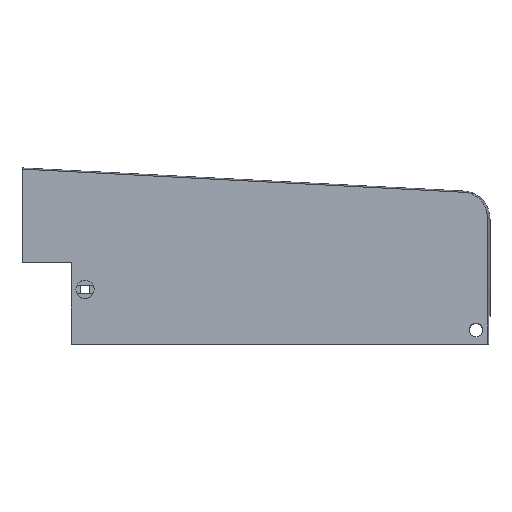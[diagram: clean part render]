
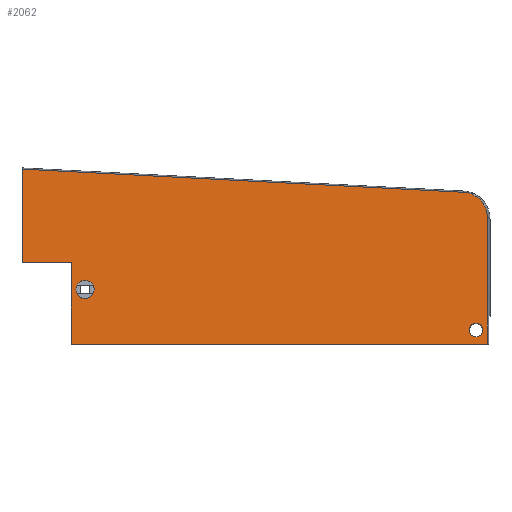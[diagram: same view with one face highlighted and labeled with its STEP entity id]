
A CAD part, front view. The second image highlights one B-rep face of the part: STEP entity #2062.
In plain terms, the highlighted planar face has unit normal (0.002, -0.999, 0.046).
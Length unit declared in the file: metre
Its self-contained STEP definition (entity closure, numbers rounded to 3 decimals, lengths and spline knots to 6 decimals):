
#17=ELLIPSE('',#2167,0.003253,0.00325);
#27=CIRCLE('',#2155,0.0024);
#80=PLANE('',#2175);
#154=B_SPLINE_CURVE_WITH_KNOTS('',3,(#3311,#3312,#3313,#3314),
 .UNSPECIFIED.,.F.,.F.,(4,4),(0.,1.),.UNSPECIFIED.);
#157=B_SPLINE_CURVE_WITH_KNOTS('',3,(#3373,#3374,#3375,#3376,#3377,#3378,
#3379),.UNSPECIFIED.,.F.,.F.,(4,1,1,1,4),(0.,0.25,0.5,0.75,1.),
 .UNSPECIFIED.);
#160=B_SPLINE_CURVE_WITH_KNOTS('',3,(#3415,#3416,#3417,#3418),
 .UNSPECIFIED.,.F.,.F.,(4,4),(0.,1.),.UNSPECIFIED.);
#604=ORIENTED_EDGE('',*,*,#993,.T.);
#605=ORIENTED_EDGE('',*,*,#1021,.T.);
#606=ORIENTED_EDGE('',*,*,#984,.T.);
#607=ORIENTED_EDGE('',*,*,#981,.T.);
#608=ORIENTED_EDGE('',*,*,#1016,.T.);
#609=ORIENTED_EDGE('',*,*,#1033,.T.);
#610=ORIENTED_EDGE('',*,*,#1039,.T.);
#611=ORIENTED_EDGE('',*,*,#1035,.T.);
#612=ORIENTED_EDGE('',*,*,#987,.T.);
#981=EDGE_CURVE('',#1233,#1236,#154,.T.);
#984=EDGE_CURVE('',#1237,#1233,#157,.T.);
#987=EDGE_CURVE('',#1241,#1237,#160,.T.);
#993=EDGE_CURVE('',#1244,#1244,#27,.T.);
#1016=EDGE_CURVE('',#1236,#1261,#1452,.F.);
#1021=EDGE_CURVE('',#1262,#1262,#17,.T.);
#1033=EDGE_CURVE('',#1261,#1270,#1465,.F.);
#1035=EDGE_CURVE('',#1272,#1241,#1467,.F.);
#1039=EDGE_CURVE('',#1270,#1272,#1471,.F.);
#1233=VERTEX_POINT('',#3276);
#1236=VERTEX_POINT('',#3310);
#1237=VERTEX_POINT('',#3352);
#1241=VERTEX_POINT('',#3419);
#1244=VERTEX_POINT('',#3436);
#1261=VERTEX_POINT('',#3481);
#1262=VERTEX_POINT('',#3489);
#1270=VERTEX_POINT('',#3513);
#1272=VERTEX_POINT('',#3519);
#1452=LINE('',#3482,#1657);
#1465=LINE('',#3514,#1670);
#1467=LINE('',#3518,#1672);
#1471=LINE('',#3526,#1676);
#1657=VECTOR('',#2446,1.);
#1670=VECTOR('',#2479,1.);
#1672=VECTOR('',#2483,1.);
#1676=VECTOR('',#2491,1.);
#1792=EDGE_LOOP('',(#604));
#1793=EDGE_LOOP('',(#605));
#1794=EDGE_LOOP('',(#606,#607,#608,#609,#610,#611,#612));
#1912=FACE_BOUND('',#1792,.T.);
#1913=FACE_BOUND('',#1793,.T.);
#1914=FACE_BOUND('',#1794,.T.);
#2062=ADVANCED_FACE('',(#1912,#1913,#1914),#80,.F.);
#2155=AXIS2_PLACEMENT_3D('',#3435,#2409,#2410);
#2167=AXIS2_PLACEMENT_3D('',#3488,#2456,#2457);
#2175=AXIS2_PLACEMENT_3D('',#3525,#2489,#2490);
#2409=DIRECTION('',(-0.002,0.999,-0.046));
#2410=DIRECTION('',(0.,0.046,0.999));
#2446=DIRECTION('',(0.,0.046,0.999));
#2456=DIRECTION('',(-0.002,0.999,-0.046));
#2457=DIRECTION('',(0.052,0.046,0.998));
#2479=DIRECTION('',(-1.,-0.002,0.));
#2483=DIRECTION('',(-1.,-0.002,0.));
#2489=DIRECTION('',(-0.002,0.999,-0.046));
#2490=DIRECTION('',(-1.,-0.002,0.));
#2491=DIRECTION('',(0.,0.046,0.999));
#3276=CARTESIAN_POINT('',(-0.0095,-0.026521,0.04421));
#3310=CARTESIAN_POINT('',(-0.167122,-0.026521,0.052471));
#3311=CARTESIAN_POINT('',(-0.0095,-0.026521,0.04421));
#3312=CARTESIAN_POINT('',(-0.062041,-0.026521,0.046964));
#3313=CARTESIAN_POINT('',(-0.114581,-0.026521,0.049717));
#3314=CARTESIAN_POINT('',(-0.167122,-0.026521,0.052471));
#3352=CARTESIAN_POINT('',(-0.000971,-0.026915,0.035222));
#3373=CARTESIAN_POINT('',(-0.000971,-0.026915,0.035222));
#3374=CARTESIAN_POINT('',(-0.000971,-0.026862,0.036375));
#3375=CARTESIAN_POINT('',(-0.001409,-0.026759,0.038632));
#3376=CARTESIAN_POINT('',(-0.003282,-0.026627,0.04157));
#3377=CARTESIAN_POINT('',(-0.006118,-0.026541,0.043594));
#3378=CARTESIAN_POINT('',(-0.008349,-0.026521,0.04415));
#3379=CARTESIAN_POINT('',(-0.0095,-0.026521,0.04421));
#3415=CARTESIAN_POINT('',(-0.000971,-0.029002,-0.01));
#3416=CARTESIAN_POINT('',(-0.000971,-0.028307,0.005074));
#3417=CARTESIAN_POINT('',(-0.000971,-0.027611,0.020148));
#3418=CARTESIAN_POINT('',(-0.000971,-0.026915,0.035222));
#3419=CARTESIAN_POINT('',(-0.000971,-0.029002,-0.01));
#3435=CARTESIAN_POINT('',(-0.005,-0.028782,-0.005005));
#3436=CARTESIAN_POINT('',(-0.005,-0.028671,-0.002607));
#3481=CARTESIAN_POINT('',(-0.167122,-0.028066,0.019));
#3482=CARTESIAN_POINT('',(-0.167122,-0.027616,0.028733));
#3488=CARTESIAN_POINT('',(-0.144622,-0.02845,0.0095));
#3489=CARTESIAN_POINT('',(-0.144452,-0.0283,0.012746));
#3513=CARTESIAN_POINT('',(-0.149622,-0.028023,0.019));
#3514=CARTESIAN_POINT('',(-0.134572,-0.027987,0.019));
#3518=CARTESIAN_POINT('',(-0.04987,-0.029121,-0.01));
#3519=CARTESIAN_POINT('',(-0.149622,-0.029362,-0.01));
#3525=CARTESIAN_POINT('',(-0.049874,-0.027333,0.02872));
#3526=CARTESIAN_POINT('',(-0.149622,-0.027703,0.02594));
